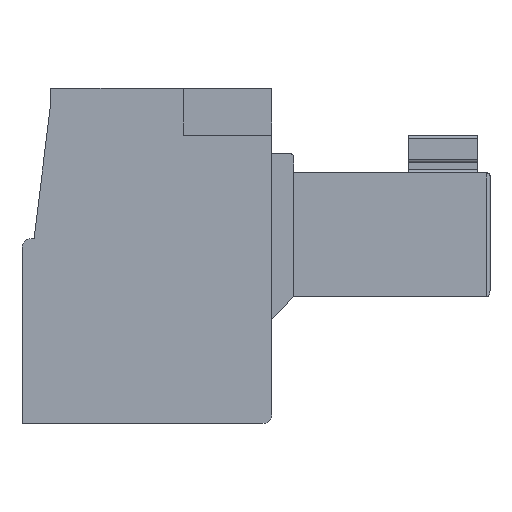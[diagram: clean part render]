
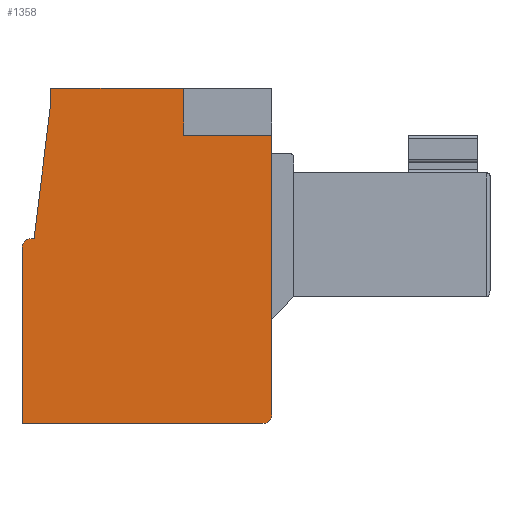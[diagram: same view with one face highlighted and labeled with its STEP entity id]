
A CAD part, left-side view. The second image highlights one B-rep face of the part: STEP entity #1358.
In plain terms, the highlighted planar face has unit normal (-1, 0, 0).
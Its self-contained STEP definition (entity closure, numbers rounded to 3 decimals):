
#78=PLANE('',#1526);
#141=FACE_OUTER_BOUND('',#223,.T.);
#223=EDGE_LOOP('',(#1008,#1009,#1010,#1011,#1012,#1013,#1014,#1015,#1016,
#1017,#1018));
#300=LINE('',#2058,#451);
#312=LINE('',#2084,#463);
#329=LINE('',#2127,#480);
#337=LINE('',#2143,#488);
#338=LINE('',#2148,#489);
#339=LINE('',#2151,#490);
#340=LINE('',#2153,#491);
#341=LINE('',#2155,#492);
#342=LINE('',#2156,#493);
#451=VECTOR('',#1649,10.);
#463=VECTOR('',#1667,10.);
#480=VECTOR('',#1702,10.);
#488=VECTOR('',#1716,10.);
#489=VECTOR('',#1721,10.);
#490=VECTOR('',#1724,10.);
#491=VECTOR('',#1725,10.);
#492=VECTOR('',#1726,10.);
#493=VECTOR('',#1727,10.);
#606=CIRCLE('',#1527,0.3);
#607=CIRCLE('',#1528,0.3);
#638=VERTEX_POINT('',#2055);
#639=VERTEX_POINT('',#2057);
#649=VERTEX_POINT('',#2081);
#650=VERTEX_POINT('',#2083);
#667=VERTEX_POINT('',#2126);
#672=VERTEX_POINT('',#2141);
#673=VERTEX_POINT('',#2145);
#674=VERTEX_POINT('',#2146);
#675=VERTEX_POINT('',#2150);
#676=VERTEX_POINT('',#2152);
#677=VERTEX_POINT('',#2154);
#763=EDGE_CURVE('',#638,#639,#300,.T.);
#775=EDGE_CURVE('',#649,#650,#312,.T.);
#796=EDGE_CURVE('',#639,#667,#329,.T.);
#805=EDGE_CURVE('',#672,#638,#337,.T.);
#806=EDGE_CURVE('',#673,#674,#606,.T.);
#807=EDGE_CURVE('',#650,#673,#338,.T.);
#808=EDGE_CURVE('',#667,#649,#607,.T.);
#809=EDGE_CURVE('',#675,#672,#339,.T.);
#810=EDGE_CURVE('',#676,#675,#340,.T.);
#811=EDGE_CURVE('',#677,#676,#341,.T.);
#812=EDGE_CURVE('',#674,#677,#342,.T.);
#1008=ORIENTED_EDGE('',*,*,#806,.F.);
#1009=ORIENTED_EDGE('',*,*,#807,.F.);
#1010=ORIENTED_EDGE('',*,*,#775,.F.);
#1011=ORIENTED_EDGE('',*,*,#808,.F.);
#1012=ORIENTED_EDGE('',*,*,#796,.F.);
#1013=ORIENTED_EDGE('',*,*,#763,.F.);
#1014=ORIENTED_EDGE('',*,*,#805,.F.);
#1015=ORIENTED_EDGE('',*,*,#809,.F.);
#1016=ORIENTED_EDGE('',*,*,#810,.F.);
#1017=ORIENTED_EDGE('',*,*,#811,.F.);
#1018=ORIENTED_EDGE('',*,*,#812,.F.);
#1358=ADVANCED_FACE('',(#141),#78,.F.);
#1526=AXIS2_PLACEMENT_3D('',#2144,#1717,#1718);
#1527=AXIS2_PLACEMENT_3D('',#2147,#1719,#1720);
#1528=AXIS2_PLACEMENT_3D('',#2149,#1722,#1723);
#1649=DIRECTION('',(0.,-1.,0.));
#1667=DIRECTION('',(0.,1.,0.));
#1702=DIRECTION('',(0.,0.,-1.));
#1716=DIRECTION('',(0.,0.,-1.));
#1717=DIRECTION('center_axis',(1.,0.,0.));
#1718=DIRECTION('ref_axis',(0.,0.,-1.));
#1719=DIRECTION('center_axis',(1.,0.,0.));
#1720=DIRECTION('ref_axis',(0.,1.,0.));
#1721=DIRECTION('',(0.,0.,1.));
#1722=DIRECTION('center_axis',(1.,0.,0.));
#1723=DIRECTION('ref_axis',(0.,-1.,0.));
#1724=DIRECTION('',(0.,-1.,0.));
#1725=DIRECTION('',(0.,0.,1.));
#1726=DIRECTION('',(0.,-0.122,0.993));
#1727=DIRECTION('',(0.,-1.,0.));
#2055=CARTESIAN_POINT('',(-2.54,11.85,6.12));
#2057=CARTESIAN_POINT('',(-2.54,8.93,6.12));
#2058=CARTESIAN_POINT('',(-2.54,11.85,6.12));
#2081=CARTESIAN_POINT('',(-2.54,9.23,-3.43));
#2083=CARTESIAN_POINT('',(-2.54,17.2,-3.43));
#2084=CARTESIAN_POINT('',(-2.54,9.23,-3.43));
#2126=CARTESIAN_POINT('',(-2.54,8.93,-3.13));
#2127=CARTESIAN_POINT('',(-2.54,8.93,6.12));
#2141=CARTESIAN_POINT('',(-2.54,11.85,7.67));
#2143=CARTESIAN_POINT('',(-2.54,11.85,7.67));
#2144=CARTESIAN_POINT('Origin',(-2.54,13.045,1.901));
#2145=CARTESIAN_POINT('',(-2.54,17.2,2.4));
#2146=CARTESIAN_POINT('',(-2.54,16.9,2.7));
#2147=CARTESIAN_POINT('Origin',(-2.54,16.9,2.4));
#2148=CARTESIAN_POINT('',(-2.54,17.2,-3.43));
#2149=CARTESIAN_POINT('Origin',(-2.54,9.23,-3.13));
#2150=CARTESIAN_POINT('',(-2.54,16.25,7.67));
#2151=CARTESIAN_POINT('',(-2.54,16.25,7.67));
#2152=CARTESIAN_POINT('',(-2.54,16.25,7.17));
#2153=CARTESIAN_POINT('',(-2.54,16.25,7.17));
#2154=CARTESIAN_POINT('',(-2.54,16.8,2.7));
#2155=CARTESIAN_POINT('',(-2.54,16.8,2.7));
#2156=CARTESIAN_POINT('',(-2.54,16.9,2.7));
